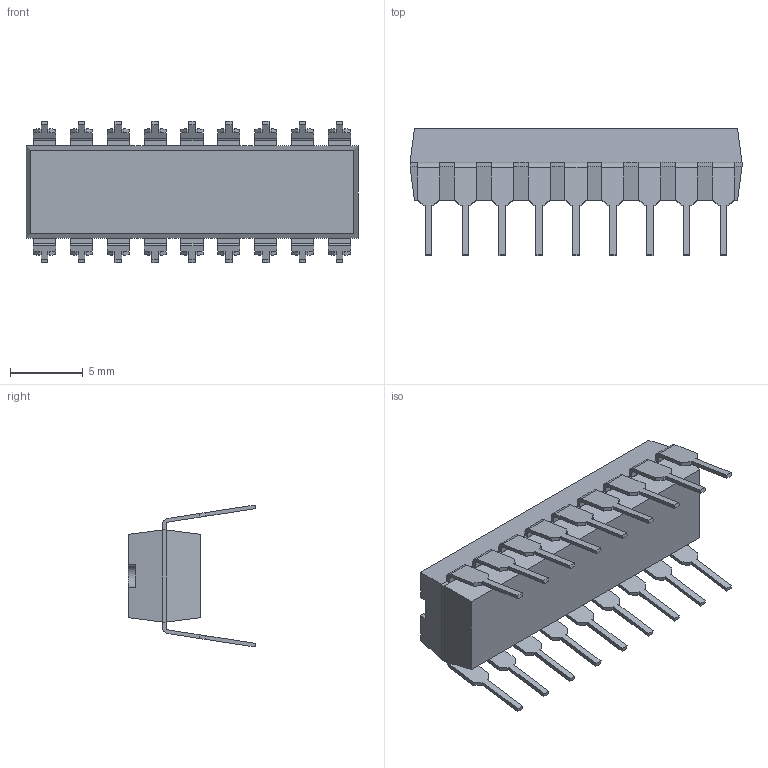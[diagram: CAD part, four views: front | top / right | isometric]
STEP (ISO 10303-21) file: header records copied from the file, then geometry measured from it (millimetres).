
FILE_DESCRIPTION (( 'STEP AP214' ), '1' );
FILE_NAME ('LM3915N-1.STEP', '2020-07-05T05:46:08', ( '' ), ( '' ), 'SwSTEP 2.0', 'SolidWorks 2017', '' );
FILE_SCHEMA (( 'AUTOMOTIVE_DESIGN' ));
Length unit declared in the file: inch
Products named in the file (1): LM3915N-1
Bounding box: 22.86 x 8.76 x 9.78 mm (x, y, z)
Volume: 706.6 mm3; surface area: 854.4 mm2
Topology: 19 solids, 19 shells, 306 faces, 796 edges, 528 vertices
Faces by surface type: plane 269, cylinder 37
Entity records: 9468 total; most frequent: CARTESIAN_POINT 1631, ORIENTED_EDGE 1592, DIRECTION 1484, EDGE_CURVE 796, VECTOR 722, LINE 722, VERTEX_POINT 528, AXIS2_PLACEMENT_3D 381
